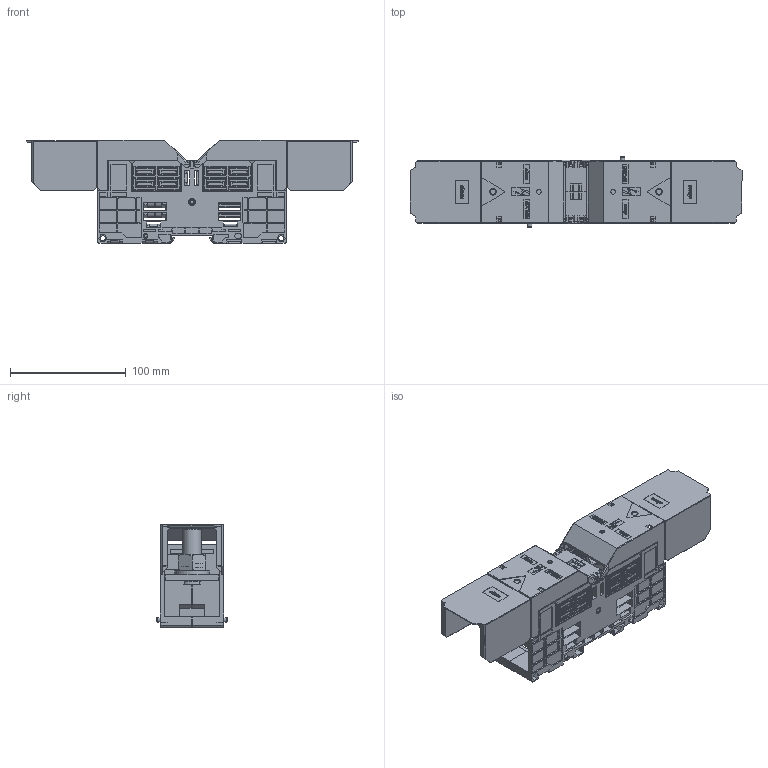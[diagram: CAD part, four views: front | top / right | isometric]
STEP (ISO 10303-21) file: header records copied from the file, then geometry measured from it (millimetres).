
FILE_DESCRIPTION(/* description */ ('Unknown'),/* implementation_level */ '2;1');
FILE_NAME(/* name */ 'SPT300_3D',/* time_stamp */ '2023-01-11T16:12:54+06:00',/* author */ ('Unknown'),/* organization */ ('Unknown'),/* preprocessor_version */ 'ST-DEVELOPER v16.7',/* originating_system */ 'Solid Edge',/* authorisation */ 'Unknown');
FILE_SCHEMA (('AUTOMOTIVE_DESIGN {1 0 10303 214 3 1 1}'));
Products named in the file (11): SPT300; 6SPT300H; 6SPT70FT; 9SASPT300; 9SASPT300CB; 8SPT300C; 52MDSPT300; 52WFDPBB240; 52NHDPBB240; 52LFDPBB240W; 6SPT300PC
Assembly tree (16 placements, depth 4):
  SPT300
    6SPT300H  x2
    6SPT70FT
    9SASPT300
      9SASPT300CB
        8SPT300C
        52MDSPT300  x2
      52WFDPBB240  x2
      52NHDPBB240  x2
    52LFDPBB240W  x2
    6SPT300PC  x2
Bounding box: 286.8 x 61.01 x 89.8 mm (x, y, z)
Volume: 247752.5 mm3; surface area: 262753.1 mm2
Topology: 14 solids, 14 shells, 4690 faces, 12646 edges, 8382 vertices
Faces by surface type: plane 3701, cylinder 783, bspline 128, cone 64, torus 14
Full cylindrical faces by diameter (mm): 1.8 x4, 2 x4, 2.1 x4, 2.5 x2, 4 x8, 4.3 x4, 6 x10, 13.835 x2, 15 x2, 16 x2, 16.5 x2, 17 x2, 25.5 x2, 30 x2
Entity records: 81587 total; most frequent: CARTESIAN_POINT 17734, ORIENTED_EDGE 13226, DIRECTION 12279, EDGE_CURVE 6613, LINE 5505, VECTOR 5505, VERTEX_POINT 4417, AXIS2_PLACEMENT_3D 3387
